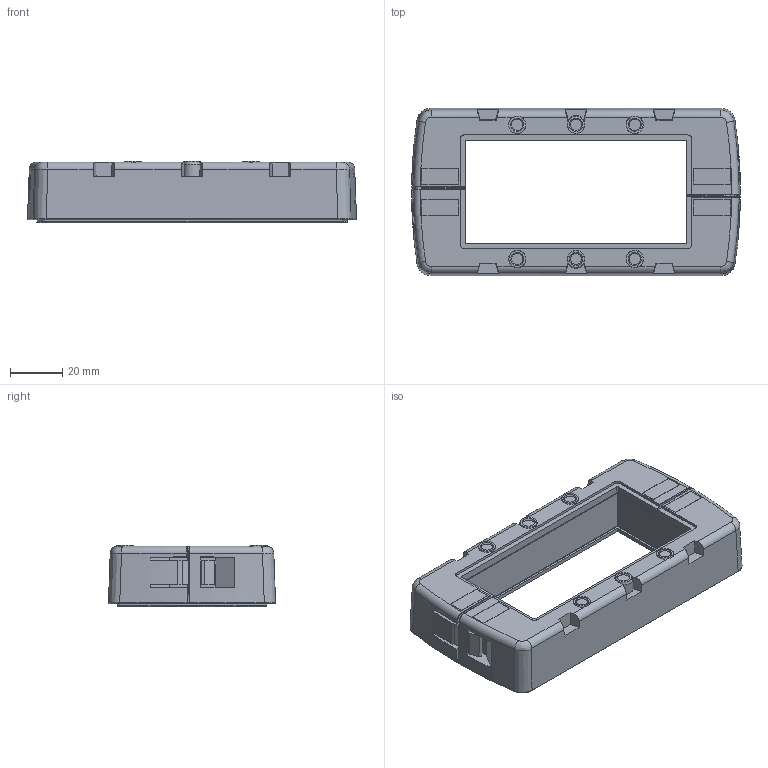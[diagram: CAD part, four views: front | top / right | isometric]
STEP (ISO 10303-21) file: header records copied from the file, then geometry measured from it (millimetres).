
FILE_DESCRIPTION(/* description */ (''),/* implementation_level */ '2;1');
FILE_NAME(/* name */ '28882.4_KDSI-SR_8-16.stp',/* time_stamp */ '2021-05-11T11:00:35+02:00',/* author */ (''),/* organization */ (''),/* preprocessor_version */ 'ST-DEVELOPER v16.7',/* originating_system */ 'SIEMENS PLM Software NX 12.0',/* authorisation */ '');
FILE_SCHEMA (('AUTOMOTIVE_DESIGN { 1 0 10303 214 3 1 1 1 }'));
Length unit declared in the file: millimetre
Products named in the file (3): KDSI-SR_8-16; KDSI-AD_8-16; 28882.4_KDSI-SR_8-16
Assembly tree (3 placements, depth 2):
  28882.4_KDSI-SR_8-16
    KDSI-AD_8-16  x2
    KDSI-SR_8-16
Bounding box: 125.95 x 63.96 x 23.7 mm (x, y, z)
Volume: 76038.9 mm3; surface area: 46588.4 mm2
Topology: 3 solids, 7 shells, 846 faces, 2242 edges, 1424 vertices
Faces by surface type: plane 442, bspline 144, cylinder 135, cone 52, torus 40, extrusion 29, sphere 4
Full cylindrical faces by diameter (mm): 5.5 x4
Entity records: 19753 total; most frequent: CARTESIAN_POINT 6525, ORIENTED_EDGE 2956, DIRECTION 2372, EDGE_CURVE 1478, VERTEX_POINT 945, VECTOR 918, LINE 897, AXIS2_PLACEMENT_3D 727
